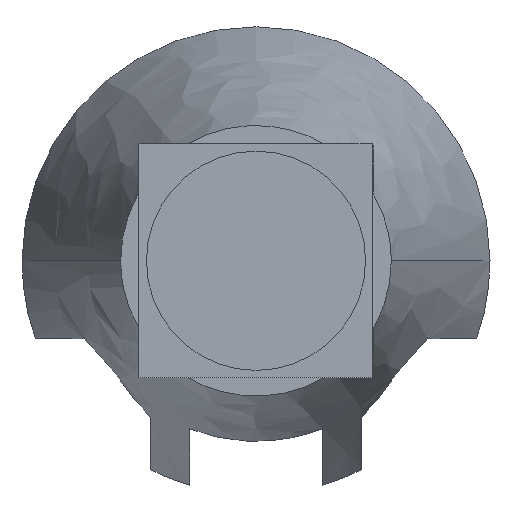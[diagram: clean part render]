
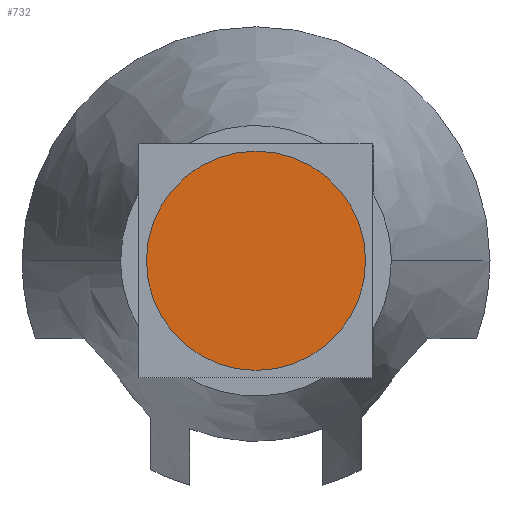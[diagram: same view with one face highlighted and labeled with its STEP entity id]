
A CAD part, front view. The second image highlights one B-rep face of the part: STEP entity #732.
In plain terms, the highlighted planar face has unit normal (0, -1, 0).
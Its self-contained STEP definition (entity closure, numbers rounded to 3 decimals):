
#8 = ORIENTED_EDGE ( 'NONE', *, *, #275, .T. ) ;
#82 = PLANE ( 'NONE',  #212 ) ;
#92 = CARTESIAN_POINT ( 'NONE',  ( 0., 8.2, 0. ) ) ;
#212 = AXIS2_PLACEMENT_3D ( 'NONE', #92, #223, #798 ) ;
#223 = DIRECTION ( 'NONE',  ( 0., -1., 0. ) ) ;
#272 = VERTEX_POINT ( 'NONE', #1298 ) ;
#275 = EDGE_CURVE ( 'NONE', #272, #999, #1512, .T. ) ;
#334 = AXIS2_PLACEMENT_3D ( 'NONE', #755, #746, #448 ) ;
#448 = DIRECTION ( 'NONE',  ( 0., 0., -1. ) ) ;
#663 = FACE_OUTER_BOUND ( 'NONE', #1713, .T. ) ;
#727 = DIRECTION ( 'NONE',  ( 0., 0., -1. ) ) ;
#732 = ADVANCED_FACE ( 'NONE', ( #663 ), #82, .T. ) ;
#746 = DIRECTION ( 'NONE',  ( 0., -1., 0. ) ) ;
#755 = CARTESIAN_POINT ( 'NONE',  ( 0., 8.2, 0. ) ) ;
#798 = DIRECTION ( 'NONE',  ( 0., 0., -1. ) ) ;
#999 = VERTEX_POINT ( 'NONE', #1513 ) ;
#1157 = CARTESIAN_POINT ( 'NONE',  ( 0., 8.2, 0. ) ) ;
#1224 = EDGE_CURVE ( 'NONE', #999, #272, #1571, .T. ) ;
#1272 = AXIS2_PLACEMENT_3D ( 'NONE', #1157, #1720, #727 ) ;
#1298 = CARTESIAN_POINT ( 'NONE',  ( 0., 8.2, 14.05 ) ) ;
#1323 = ORIENTED_EDGE ( 'NONE', *, *, #1224, .T. ) ;
#1512 = CIRCLE ( 'NONE', #1272, 14.05 ) ;
#1513 = CARTESIAN_POINT ( 'NONE',  ( 0., 8.2, -14.05 ) ) ;
#1571 = CIRCLE ( 'NONE', #334, 14.05 ) ;
#1713 = EDGE_LOOP ( 'NONE', ( #1323, #8 ) ) ;
#1720 = DIRECTION ( 'NONE',  ( 0., -1., 0. ) ) ;
